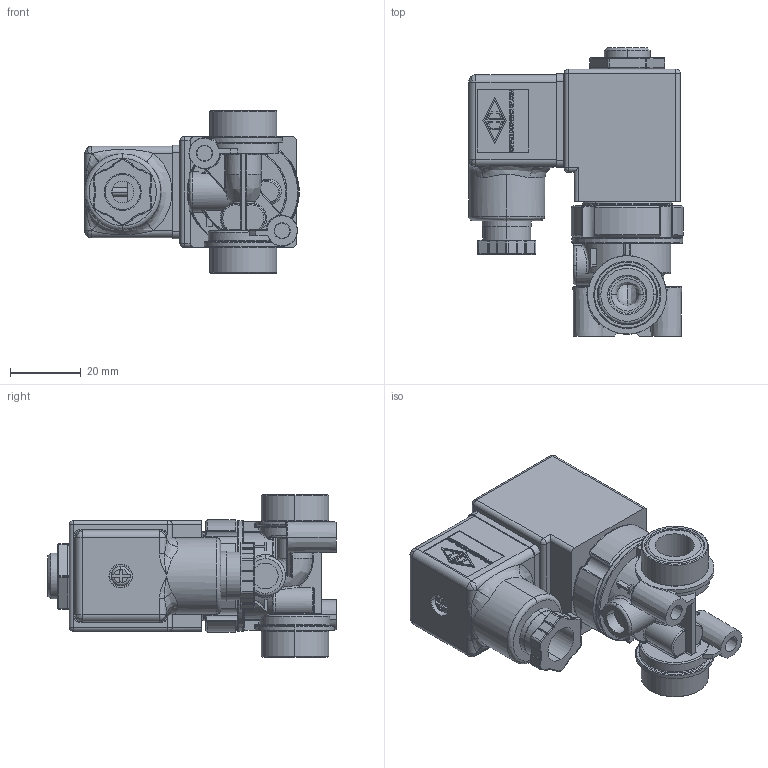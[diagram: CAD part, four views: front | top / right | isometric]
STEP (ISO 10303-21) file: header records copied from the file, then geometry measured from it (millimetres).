
FILE_DESCRIPTION (( 'STEP AP214' ), '1' );
FILE_NAME ('DVP-2DC2E-120A.step', '2016-04-27T15:29:53', ( '' ), ( '' ), 'SwSTEP 2.0', 'SolidWorks 2015', '' );
FILE_SCHEMA (( 'AUTOMOTIVE_DESIGN' ));
Length unit declared in the file: inch
Products named in the file (1): DVP-2DC2E-120A
Bounding box: 60.83 x 81.69 x 46.05 mm (x, y, z)
Volume: 64756.3 mm3; surface area: 35107.4 mm2
Topology: 6 solids, 6 shells, 1820 faces, 4776 edges, 2982 vertices
Faces by surface type: plane 805, bspline 597, cylinder 354, cone 52, torus 12
Entity records: 69125 total; most frequent: CARTESIAN_POINT 27507, ORIENTED_EDGE 9372, DIRECTION 6927, EDGE_CURVE 4686, VERTEX_POINT 2980, VECTOR 2567, LINE 2567, AXIS2_PLACEMENT_3D 2180
